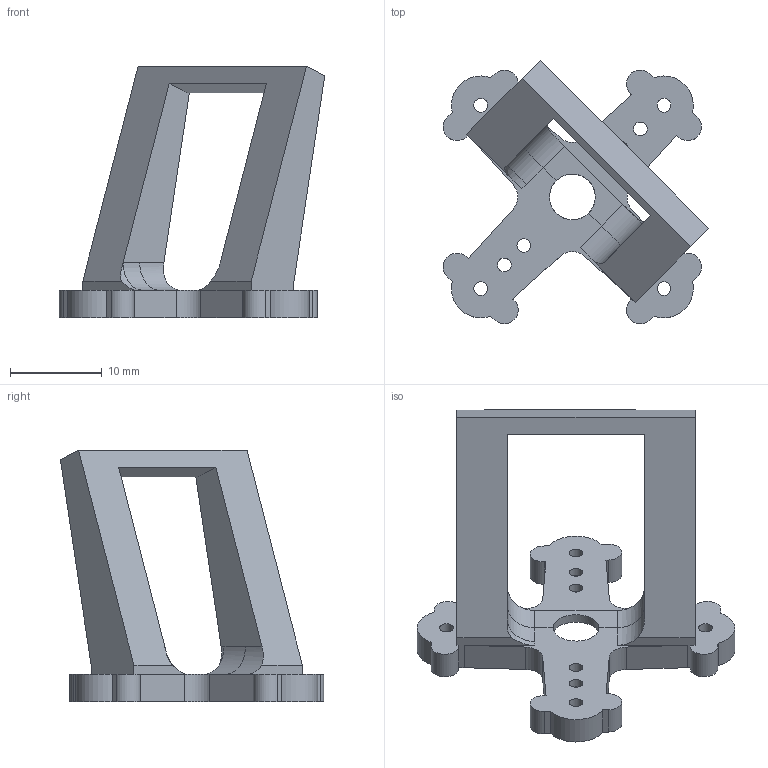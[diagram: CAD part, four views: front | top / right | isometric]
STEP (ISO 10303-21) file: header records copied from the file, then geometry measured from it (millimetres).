
FILE_DESCRIPTION(/* description */ (''),/* implementation_level */ '2;1');
FILE_NAME(/* name */ 'Camera Holder.step',/* time_stamp */ '2025-04-26T00:10:20+02:00',/* author */ (''),/* organization */ (''),/* preprocessor_version */ 'ST-DEVELOPER v20.1',/* originating_system */ 'Autodesk Translation Framework v14.4.0.0',/* authorisation */ '');
FILE_SCHEMA (('AUTOMOTIVE_DESIGN { 1 0 10303 214 3 1 1 }'));
Length unit declared in the file: millimetre
Products named in the file (1): PRI Camera Holder V2
Bounding box: 28.98 x 28.74 x 27.45 mm (x, y, z)
Volume: 2142.6 mm3; surface area: 2646 mm2
Topology: 1 solids, 1 shells, 96 faces, 277 edges, 181 vertices
Faces by surface type: plane 57, cylinder 37, bspline 2
Full cylindrical faces by diameter (mm): 1.5 x8, 5 x1
Entity records: 3300 total; most frequent: CARTESIAN_POINT 646, ORIENTED_EDGE 554, DIRECTION 541, EDGE_CURVE 277, LINE 195, VECTOR 195, VERTEX_POINT 181, AXIS2_PLACEMENT_3D 173
